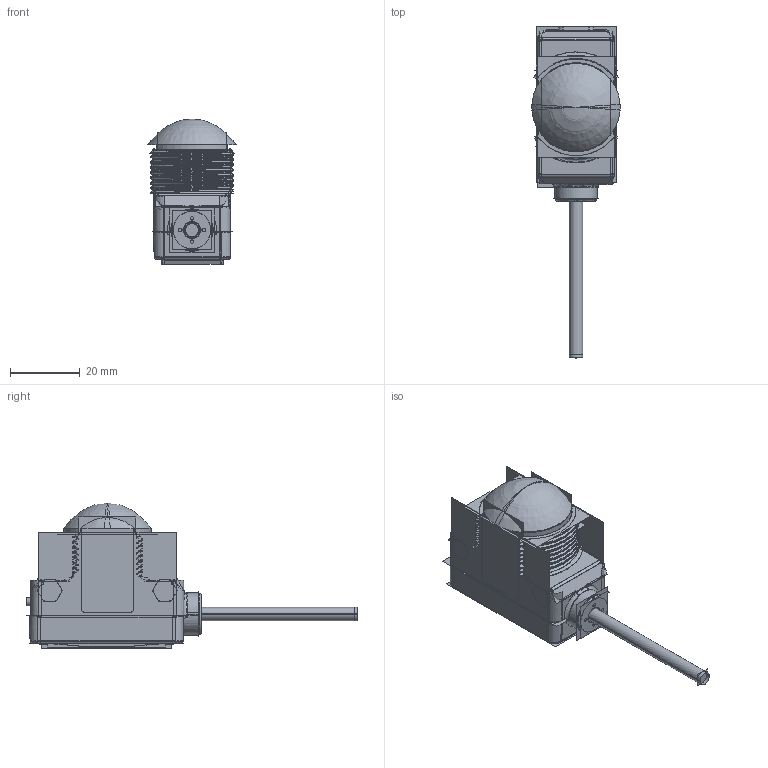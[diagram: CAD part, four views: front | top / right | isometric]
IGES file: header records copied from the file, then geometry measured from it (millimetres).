
Start section:  PTC IGES file: 140599_sm01.igs
Global section: file name: 140599_sm01.igs; native system: Creo Parametric by PTC Inc.; preprocessor: 2019292; author: PDMAdmin; organization: Unknown; date: 20221014.080247; units: millimetre
Bounding box: 25.33 x 95.4 x 41.93 mm (x, y, z)
Volume: 28754.8 mm3; surface area: 38758.5 mm2
Topology: 2 solids, 2 shells, 878 faces, 4368 edges, 5508 vertices
Faces by surface type: revolution 528, bspline 350
